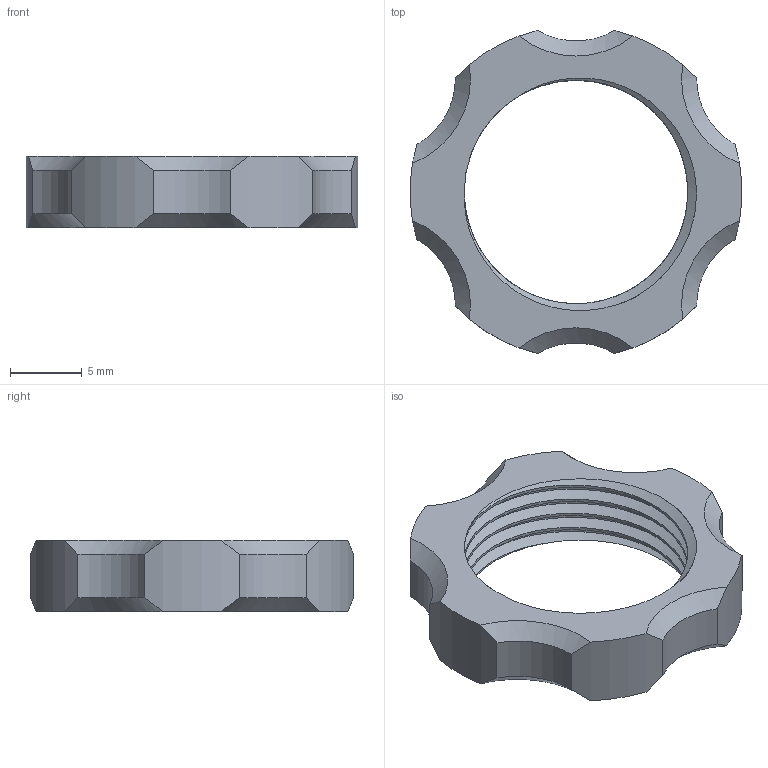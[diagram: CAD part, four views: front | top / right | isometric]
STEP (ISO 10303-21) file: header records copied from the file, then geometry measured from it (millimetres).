
FILE_DESCRIPTION(/* description */ (''),/* implementation_level */ '2;1');
FILE_NAME(/* name */ 'panel_collar_nut.step',/* time_stamp */ '2022-06-24T11:43:32+01:00',/* author */ (''),/* organization */ (''),/* preprocessor_version */ 'ST-DEVELOPER v19',/* originating_system */ 'Autodesk Translation Framework v11.7.0.108',/* authorisation */ '');
FILE_SCHEMA (('AUTOMOTIVE_DESIGN { 1 0 10303 214 3 1 1 }'));
Length unit declared in the file: millimetre
Products named in the file (1): panel_collar_nut
Bounding box: 23.06 x 22.47 x 5 mm (x, y, z)
Volume: 912.2 mm3; surface area: 1101.7 mm2
Topology: 1 solids, 1 shells, 39 faces, 111 edges, 74 vertices
Faces by surface type: cylinder 23, cone 12, plane 2, bspline 2
Full cylindrical faces by diameter (mm): 15.54 x3, 16.8 x4
Entity records: 2164 total; most frequent: CARTESIAN_POINT 1172, ORIENTED_EDGE 222, DIRECTION 179, EDGE_CURVE 111, AXIS2_PLACEMENT_3D 79, VERTEX_POINT 74, B_SPLINE_CURVE_WITH_KNOTS 49, EDGE_LOOP 41
